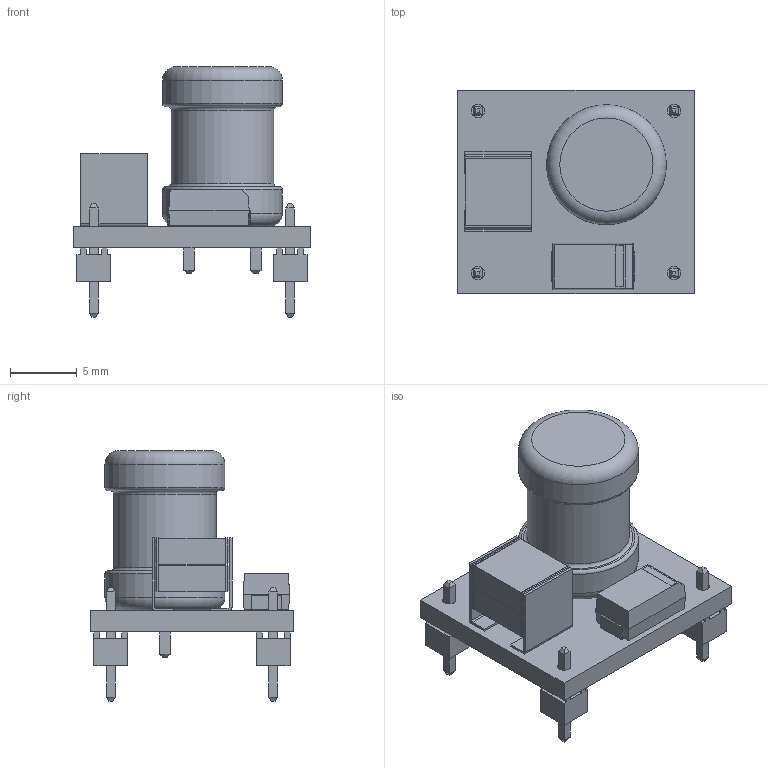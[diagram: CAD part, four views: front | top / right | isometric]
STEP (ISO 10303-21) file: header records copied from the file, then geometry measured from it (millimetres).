
FILE_DESCRIPTION(('FreeCAD Model'),'2;1');
FILE_NAME('DCDC_Stepdown_v3.step', '2017-06-08T14:39:31',('kicad StepUp'),('ksu MCAD'), 'Open CASCADE STEP processor 6.8','FreeCAD','Unknown');
FILE_SCHEMA(('AUTOMOTIVE_DESIGN_CC2 { 1 2 10303 214 -1 1 5 4 }'));
Length unit declared in the file: millimetre
Products named in the file (1): DCDC_Stepdown_v3
Bounding box: 17.78 x 15.24 x 18.81 mm (x, y, z)
Volume: 1321.4 mm3; surface area: 1633.4 mm2
Topology: 1 solids, 1 shells, 298 faces, 783 edges, 500 vertices
Faces by surface type: plane 267, cylinder 16, bspline 9, torus 6
Full cylindrical faces by diameter (mm): 1 x4, 7.7 x1, 9 x2
Entity records: 12215 total; most frequent: CARTESIAN_POINT 2745, ORIENTED_EDGE 1566, DIRECTION 1381, EDGE_CURVE 783, LINE 713, VECTOR 713, VERTEX_POINT 500, FACE_BOUND 353
